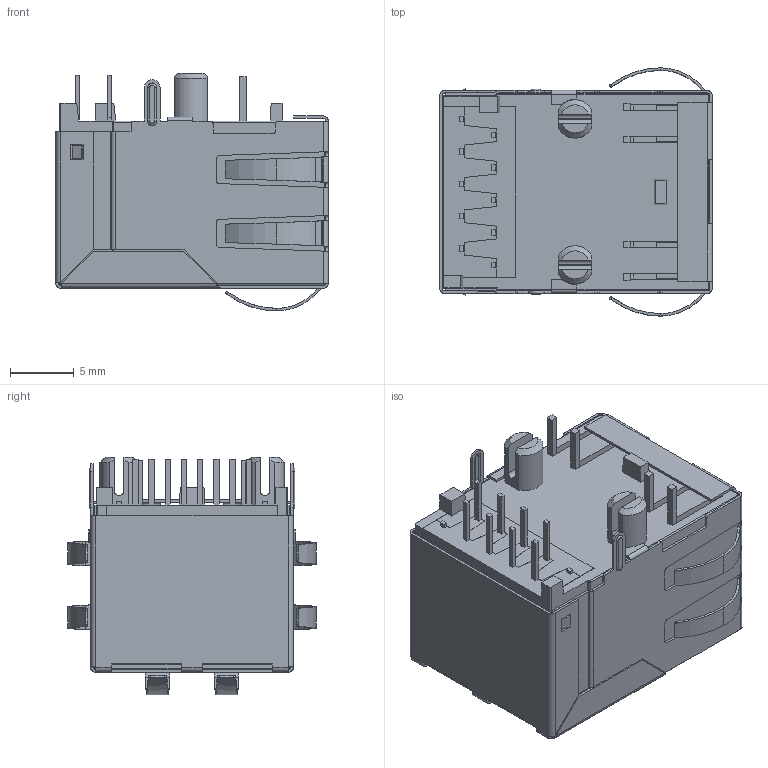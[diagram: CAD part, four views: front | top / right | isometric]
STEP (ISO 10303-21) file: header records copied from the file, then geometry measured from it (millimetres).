
FILE_DESCRIPTION(/* description */ ('Unknown'),/* implementation_level */ '2;1');
FILE_NAME(/* name */ '74980111212',/* time_stamp */ '2022-08-17T09:14:14+02:00',/* author */ ('Unknown'),/* organization */ ('Unknown'),/* preprocessor_version */ 'ST-DEVELOPER v16.7',/* originating_system */ 'Solid Edge',/* authorisation */ 'Unknown');
FILE_SCHEMA (('AUTOMOTIVE_DESIGN {1 0 10303 214 3 1 1}'));
Length unit declared in the file: millimetre
Products named in the file (7): 7499210121A; Green_Yellow_LED; Shielding; Insulator 3; Insulator 2; Insulator 1; Green_Yellow_LED_mir3
Assembly tree (6 placements, depth 2):
  7499210121A
    Green_Yellow_LED
    Shielding
    Insulator 3
    Insulator 2
    Insulator 1
    Green_Yellow_LED_mir3
Bounding box: 21.35 x 19.44 x 18.62 mm (x, y, z)
Volume: 2293.5 mm3; surface area: 6769.3 mm2
Topology: 16 solids, 16 shells, 1092 faces, 2846 edges, 1779 vertices
Faces by surface type: plane 724, cylinder 237, bspline 103, sphere 14, torus 10, cone 4
Entity records: 42227 total; most frequent: CARTESIAN_POINT 10542, ORIENTED_EDGE 5650, DIRECTION 4415, EDGE_CURVE 2825, LINE 1947, VECTOR 1947, VERTEX_POINT 1779, AXIS2_PLACEMENT_3D 1234
